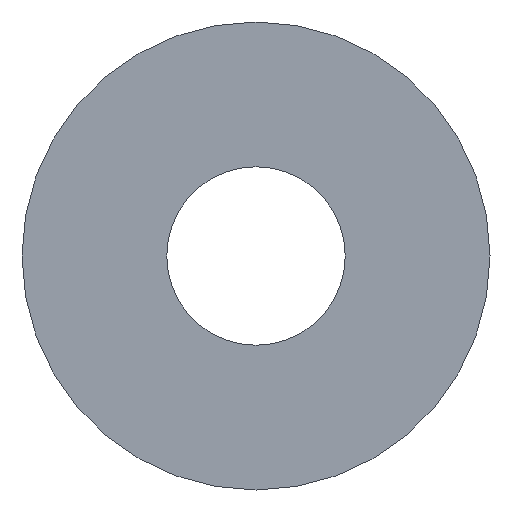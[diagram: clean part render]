
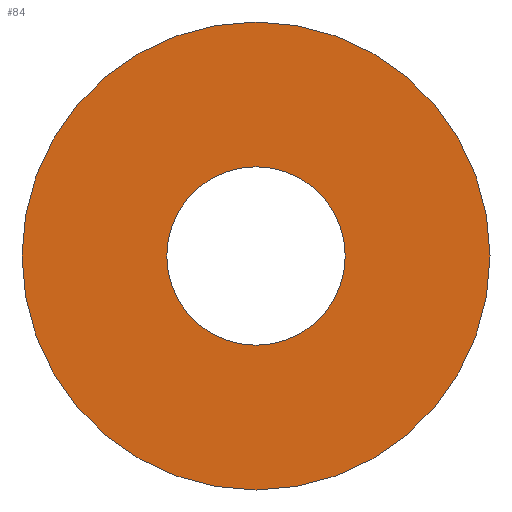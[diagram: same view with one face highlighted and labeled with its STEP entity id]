
A CAD part, front view. The second image highlights one B-rep face of the part: STEP entity #84.
In plain terms, the highlighted planar face has unit normal (0, -1, 0).
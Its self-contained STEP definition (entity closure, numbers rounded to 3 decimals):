
#1 = EDGE_CURVE ( 'NONE', #194, #150, #123, .T. ) ;
#2 = AXIS2_PLACEMENT_3D ( 'NONE', #197, #157, #77 ) ;
#4 = ORIENTED_EDGE ( 'NONE', *, *, #144, .F. ) ;
#11 = CARTESIAN_POINT ( 'NONE',  ( 0., 0., 0. ) ) ;
#19 = EDGE_LOOP ( 'NONE', ( #20, #70 ) ) ;
#20 = ORIENTED_EDGE ( 'NONE', *, *, #62, .T. ) ;
#23 = CARTESIAN_POINT ( 'NONE',  ( 0., 0., 0. ) ) ;
#25 = DIRECTION ( 'NONE',  ( 0., 1., 0. ) ) ;
#29 = CARTESIAN_POINT ( 'NONE',  ( 0., 0., 0. ) ) ;
#30 = AXIS2_PLACEMENT_3D ( 'NONE', #56, #36, #165 ) ;
#31 = CIRCLE ( 'NONE', #32, 4.85 ) ;
#32 = AXIS2_PLACEMENT_3D ( 'NONE', #29, #25, #60 ) ;
#34 = VERTEX_POINT ( 'NONE', #166 ) ;
#36 = DIRECTION ( 'NONE',  ( 0., 1., 0. ) ) ;
#40 = PLANE ( 'NONE',  #2 ) ;
#42 = DIRECTION ( 'NONE',  ( 0., 0., 1. ) ) ;
#47 = AXIS2_PLACEMENT_3D ( 'NONE', #11, #158, #42 ) ;
#56 = CARTESIAN_POINT ( 'NONE',  ( 0., 0., 0. ) ) ;
#60 = DIRECTION ( 'NONE',  ( 1., 0., 0. ) ) ;
#62 = EDGE_CURVE ( 'NONE', #34, #87, #148, .T. ) ;
#70 = ORIENTED_EDGE ( 'NONE', *, *, #160, .T. ) ;
#77 = DIRECTION ( 'NONE',  ( 0., 0., 1. ) ) ;
#80 = CARTESIAN_POINT ( 'NONE',  ( 0., 0., 4.85 ) ) ;
#84 = ADVANCED_FACE ( 'NONE', ( #172, #105 ), #40, .F. ) ;
#85 = AXIS2_PLACEMENT_3D ( 'NONE', #23, #91, #130 ) ;
#87 = VERTEX_POINT ( 'NONE', #110 ) ;
#91 = DIRECTION ( 'NONE',  ( 0., 1., 0. ) ) ;
#94 = CARTESIAN_POINT ( 'NONE',  ( 0., 0., -4.85 ) ) ;
#105 = FACE_BOUND ( 'NONE', #19, .T. ) ;
#110 = CARTESIAN_POINT ( 'NONE',  ( 0., 0., 1.85 ) ) ;
#123 = CIRCLE ( 'NONE', #30, 4.85 ) ;
#129 = CIRCLE ( 'NONE', #47, 1.85 ) ;
#130 = DIRECTION ( 'NONE',  ( 0., 0., 1. ) ) ;
#133 = EDGE_LOOP ( 'NONE', ( #4, #190 ) ) ;
#144 = EDGE_CURVE ( 'NONE', #150, #194, #31, .T. ) ;
#148 = CIRCLE ( 'NONE', #85, 1.85 ) ;
#150 = VERTEX_POINT ( 'NONE', #94 ) ;
#157 = DIRECTION ( 'NONE',  ( 0., 1., 0. ) ) ;
#158 = DIRECTION ( 'NONE',  ( 0., 1., 0. ) ) ;
#160 = EDGE_CURVE ( 'NONE', #87, #34, #129, .T. ) ;
#165 = DIRECTION ( 'NONE',  ( 1., 0., 0. ) ) ;
#166 = CARTESIAN_POINT ( 'NONE',  ( 0., 0., -1.85 ) ) ;
#172 = FACE_OUTER_BOUND ( 'NONE', #133, .T. ) ;
#190 = ORIENTED_EDGE ( 'NONE', *, *, #1, .F. ) ;
#194 = VERTEX_POINT ( 'NONE', #80 ) ;
#197 = CARTESIAN_POINT ( 'NONE',  ( 0., 0., 0. ) ) ;
